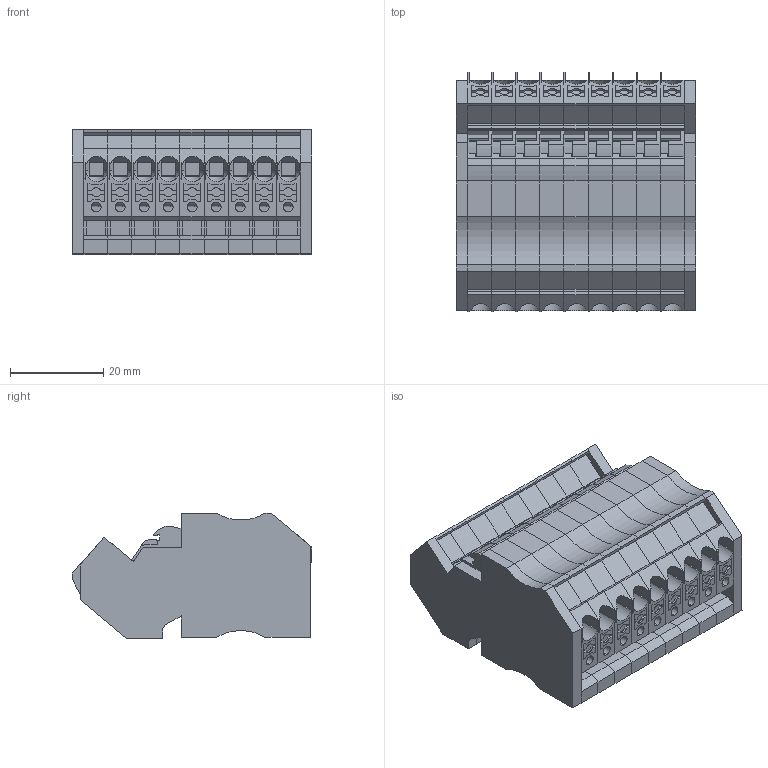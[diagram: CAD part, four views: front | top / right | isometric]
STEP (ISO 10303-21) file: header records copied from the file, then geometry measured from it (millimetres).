
FILE_DESCRIPTION(('Creo Elements/Direct Modeling STEP Export'),'2;1');
FILE_NAME('model.stp','2019-10-02T 0:50:51',(''),(''),'Creo Elements/Direct Modeling STEP processor for AP214 (Solid Model)','Creo Elements/Direct Modeling 20.1A 29-Sep-2018 (C) Parametric Technology GmbH','');
FILE_SCHEMA(('AUTOMOTIVE_DESIGN { 1 0 10303 214 1 1 1 1 }'));
Products named in the file (2): PT_4_WE_9-select
Assembly tree (1 placements, depth 2):
  PT_4_WE_9-select
    PT_4_WE_9-select
Bounding box: 51.35 x 51.3 x 26.9 mm (x, y, z)
Volume: 46535.3 mm3; surface area: 18357 mm2
Topology: 1 solids, 1 shells, 1527 faces, 4086 edges, 2588 vertices
Faces by surface type: plane 1325, cylinder 184, cone 18
Entity records: 67081 total; most frequent: CARTESIAN_POINT 19891, ORIENTED_EDGE 8172, DIRECTION 5954, EDGE_CURVE 4086, VECTOR 3106, LINE 3106, VERTEX_POINT 2588, EDGE_LOOP 1554
